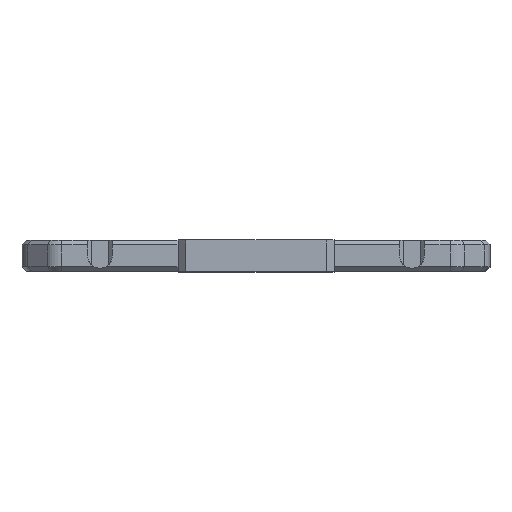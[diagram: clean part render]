
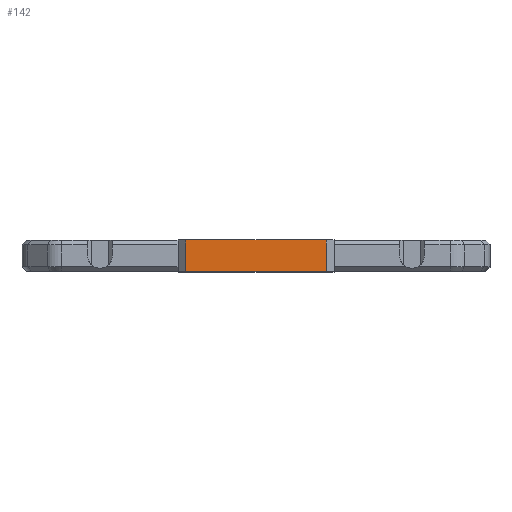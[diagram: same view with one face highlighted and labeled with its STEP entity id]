
A CAD part, top view. The second image highlights one B-rep face of the part: STEP entity #142.
In plain terms, the highlighted planar face has unit normal (0, 0, 1).
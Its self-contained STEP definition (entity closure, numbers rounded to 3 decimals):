
#142=ADVANCED_FACE('',(#600),#602,.T.);
#600=FACE_BOUND('',#601,.T.);
#601=EDGE_LOOP('',(#2132,#2133,#2134,#2135));
#602=PLANE('',#603);
#603=AXIS2_PLACEMENT_3D('',#604,#605,#606);
#604=CARTESIAN_POINT('',(-10.,-2.,30.5));
#605=DIRECTION('',(0.,0.,1.));
#606=DIRECTION('',(1.,0.,0.));
#2132=ORIENTED_EDGE('',*,*,#3168,.F.);
#2133=ORIENTED_EDGE('',*,*,#3052,.T.);
#2134=ORIENTED_EDGE('',*,*,#3169,.T.);
#2135=ORIENTED_EDGE('',*,*,#2924,.T.);
#2924=EDGE_CURVE('',#3488,#3486,#3489,.T.);
#3052=EDGE_CURVE('',#3744,#3742,#3745,.T.);
#3168=EDGE_CURVE('',#3744,#3486,#3944,.T.);
#3169=EDGE_CURVE('',#3742,#3488,#3945,.T.);
#3486=VERTEX_POINT('',#4418);
#3488=VERTEX_POINT('',#4422);
#3489=LINE('',#4423,#4424);
#3742=VERTEX_POINT('',#4954);
#3744=VERTEX_POINT('',#4958);
#3745=LINE('',#4959,#4960);
#3944=LINE('',#5411,#5412);
#3945=LINE('',#5414,#5415);
#4418=CARTESIAN_POINT('',(-9.,2.,30.5));
#4422=CARTESIAN_POINT('',(9.,2.,30.5));
#4423=CARTESIAN_POINT('',(9.,2.,30.5));
#4424=VECTOR('',#4425,1.);
#4425=DIRECTION('',(-1.,0.,0.));
#4954=CARTESIAN_POINT('',(9.,-2.,30.5));
#4958=CARTESIAN_POINT('',(-9.,-2.,30.5));
#4959=CARTESIAN_POINT('',(-9.,-2.,30.5));
#4960=VECTOR('',#4961,1.);
#4961=DIRECTION('',(1.,0.,0.));
#5411=CARTESIAN_POINT('',(-9.,-2.,30.5));
#5412=VECTOR('',#5413,1.);
#5413=DIRECTION('',(0.,1.,0.));
#5414=CARTESIAN_POINT('',(9.,-2.,30.5));
#5415=VECTOR('',#5416,1.);
#5416=DIRECTION('',(0.,1.,0.));
